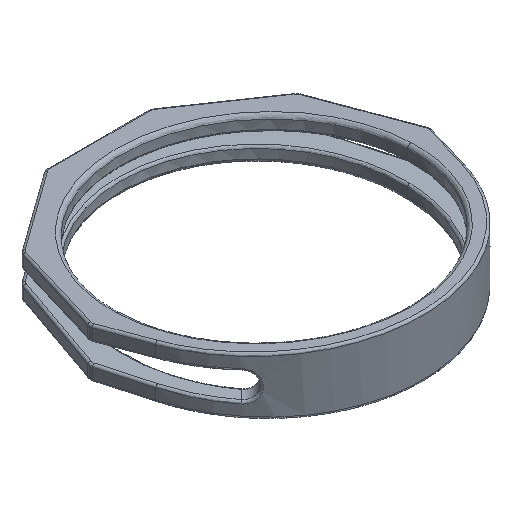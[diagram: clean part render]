
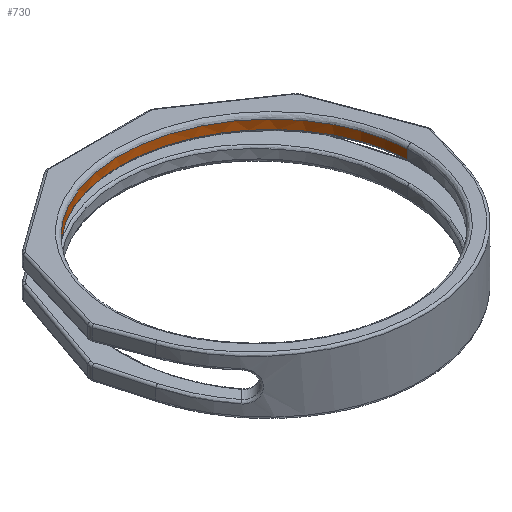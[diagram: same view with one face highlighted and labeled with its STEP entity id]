
A CAD part, isometric view. The second image highlights one B-rep face of the part: STEP entity #730.
In plain terms, the highlighted free-form (B-spline) face has degree [2, 1] with [5, 2] control points.
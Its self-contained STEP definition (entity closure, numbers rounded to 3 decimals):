
#22 = VERTEX_POINT('',#23);
#23 = CARTESIAN_POINT('',(11.14,-0.293,0.918
    ));
#40 = EDGE_CURVE('',#22,#41,#43,.T.);
#41 = VERTEX_POINT('',#42);
#42 = CARTESIAN_POINT('',(11.14,-0.293,1.622
    ));
#43 = B_SPLINE_CURVE_WITH_KNOTS('',1,(#44,#45),.UNSPECIFIED.,.F.,.F.,(2,
    2),(0.,0.6),.PIECEWISE_BEZIER_KNOTS.);
#44 = CARTESIAN_POINT('',(11.14,-0.293,0.918
    ));
#45 = CARTESIAN_POINT('',(11.14,-0.293,1.622
    ));
#48 = VERTEX_POINT('',#49);
#49 = CARTESIAN_POINT('',(-11.14,-0.293,1.622)
  );
#88 = EDGE_CURVE('',#89,#48,#91,.T.);
#89 = VERTEX_POINT('',#90);
#90 = CARTESIAN_POINT('',(-11.14,-0.293,0.918
    ));
#91 = B_SPLINE_CURVE_WITH_KNOTS('',1,(#92,#93),.UNSPECIFIED.,.F.,.F.,(2,
    2),(0.,0.6),.PIECEWISE_BEZIER_KNOTS.);
#92 = CARTESIAN_POINT('',(-11.14,-0.293,0.918
    ));
#93 = CARTESIAN_POINT('',(-11.14,-0.293,1.622)
  );
#730 = ADVANCED_FACE('',(#731),#804,.F.);
#731 = FACE_BOUND('',#732,.F.);
#732 = EDGE_LOOP('',(#733,#763,#764,#803));
#733 = ORIENTED_EDGE('',*,*,#734,.F.);
#734 = EDGE_CURVE('',#89,#22,#735,.T.);
#735 = B_SPLINE_CURVE_WITH_KNOTS('',3,(#736,#737,#738,#739,#740,#741,
    #742,#743,#744,#745,#746,#747,#748,#749,#750,#751,#752,#753,#754,
    #755,#756,#757,#758,#759,#760,#761,#762),.UNSPECIFIED.,.F.,.F.,(4,1,
    1,1,1,1,1,1,1,1,1,1,1,1,1,1,1,1,1,1,1,1,1,1,4),(0.,
    0.042,0.083,0.125,0.167,
    0.208,0.25,0.292,0.333,0.375,
    0.417,0.458,0.5,0.542,0.583,
    0.625,0.667,0.708,0.75,0.792,
    0.833,0.875,0.917,0.958,1.),
  .UNSPECIFIED.);
#736 = CARTESIAN_POINT('',(-11.14,-0.293,
    0.918));
#737 = CARTESIAN_POINT('',(-11.14,0.211,0.901
    ));
#738 = CARTESIAN_POINT('',(-11.071,1.212,0.865
    ));
#739 = CARTESIAN_POINT('',(-10.775,2.658,0.814)
  );
#740 = CARTESIAN_POINT('',(-10.291,4.056,0.764)
  );
#741 = CARTESIAN_POINT('',(-9.627,5.376,0.718)
  );
#742 = CARTESIAN_POINT('',(-8.795,6.596,0.674
    ));
#743 = CARTESIAN_POINT('',(-7.809,7.697,0.635
    ));
#744 = CARTESIAN_POINT('',(-6.686,8.658,0.601
    ));
#745 = CARTESIAN_POINT('',(-5.445,9.462,0.573
    ));
#746 = CARTESIAN_POINT('',(-4.11,10.095,0.55
    ));
#747 = CARTESIAN_POINT('',(-2.704,10.547,
    0.534));
#748 = CARTESIAN_POINT('',(-1.25,10.809,
    0.525));
#749 = CARTESIAN_POINT('',(0.227,10.877,0.523
    ));
#750 = CARTESIAN_POINT('',(1.699,10.749,0.527)
  );
#751 = CARTESIAN_POINT('',(3.141,10.428,0.538
    ));
#752 = CARTESIAN_POINT('',(4.528,9.92,0.556)
  );
#753 = CARTESIAN_POINT('',(5.837,9.233,0.581)
  );
#754 = CARTESIAN_POINT('',(7.044,8.379,0.611)
  );
#755 = CARTESIAN_POINT('',(8.126,7.374,0.647)
  );
#756 = CARTESIAN_POINT('',(9.068,6.233,0.687)
  );
#757 = CARTESIAN_POINT('',(9.848,4.983,0.731)
  );
#758 = CARTESIAN_POINT('',(10.462,3.63,0.779
    ));
#759 = CARTESIAN_POINT('',(10.891,2.195,0.83)
  );
#760 = CARTESIAN_POINT('',(11.108,0.818,0.879
    ));
#761 = CARTESIAN_POINT('',(11.14,0.055,
    0.906));
#762 = CARTESIAN_POINT('',(11.14,-0.293,
    0.918));
#763 = ORIENTED_EDGE('',*,*,#88,.T.);
#764 = ORIENTED_EDGE('',*,*,#765,.F.);
#765 = EDGE_CURVE('',#41,#48,#766,.T.);
#766 = B_SPLINE_CURVE_WITH_KNOTS('',3,(#767,#768,#769,#770,#771,#772,
    #773,#774,#775,#776,#777,#778,#779,#780,#781,#782,#783,#784,#785,
    #786,#787,#788,#789,#790,#791,#792,#793,#794,#795,#796,#797,#798,
    #799,#800,#801,#802),.UNSPECIFIED.,.F.,.F.,(4,1,1,1,1,1,1,1,1,1,1,1,
    1,1,1,1,1,1,1,1,1,1,1,1,1,1,1,1,1,1,1,1,1,4),(0.,0.03,
    0.061,0.091,0.121,0.152,
    0.182,0.212,0.242,0.273,
    0.303,0.333,0.364,0.394,
    0.424,0.455,0.485,0.515,
    0.545,0.576,0.606,0.636,
    0.667,0.697,0.727,0.758,
    0.788,0.818,0.848,0.879,
    0.909,0.939,0.97,1.),.UNSPECIFIED.);
#767 = CARTESIAN_POINT('',(11.14,-0.293,
    1.622));
#768 = CARTESIAN_POINT('',(11.14,-0.025,
    1.613));
#769 = CARTESIAN_POINT('',(11.12,0.509,1.594)
  );
#770 = CARTESIAN_POINT('',(11.039,1.27,1.566
    ));
#771 = CARTESIAN_POINT('',(10.896,2.075,1.538
    ));
#772 = CARTESIAN_POINT('',(10.687,2.886,1.509)
  );
#773 = CARTESIAN_POINT('',(10.411,3.7,1.479
    ));
#774 = CARTESIAN_POINT('',(10.072,4.491,1.451
    ));
#775 = CARTESIAN_POINT('',(9.678,5.244,1.424)
  );
#776 = CARTESIAN_POINT('',(9.234,5.957,1.399)
  );
#777 = CARTESIAN_POINT('',(8.721,6.658,1.373)
  );
#778 = CARTESIAN_POINT('',(8.092,7.385,1.347)
  );
#779 = CARTESIAN_POINT('',(7.299,8.149,1.32)
  );
#780 = CARTESIAN_POINT('',(6.298,8.928,1.292));
#781 = CARTESIAN_POINT('',(5.071,9.663,1.266)
  );
#782 = CARTESIAN_POINT('',(3.66,10.266,1.244
    ));
#783 = CARTESIAN_POINT('',(2.155,10.672,1.23)
  );
#784 = CARTESIAN_POINT('',(0.629,10.864,1.223
    ));
#785 = CARTESIAN_POINT('',(-0.912,10.845,1.224
    ));
#786 = CARTESIAN_POINT('',(-2.454,10.609,
    1.232));
#787 = CARTESIAN_POINT('',(-3.909,10.172,
    1.248));
#788 = CARTESIAN_POINT('',(-5.197,9.591,1.268
    ));
#789 = CARTESIAN_POINT('',(-6.291,8.926,1.292
    ));
#790 = CARTESIAN_POINT('',(-7.186,8.241,1.317
    ));
#791 = CARTESIAN_POINT('',(-7.911,7.568,1.341
    ));
#792 = CARTESIAN_POINT('',(-8.512,6.909,1.364
    ));
#793 = CARTESIAN_POINT('',(-9.033,6.243,1.388
    ));
#794 = CARTESIAN_POINT('',(-9.503,5.541,1.413
    ));
#795 = CARTESIAN_POINT('',(-9.923,4.793,1.44
    ));
#796 = CARTESIAN_POINT('',(-10.285,4.015,1.468
    ));
#797 = CARTESIAN_POINT('',(-10.584,3.215,1.497
    ));
#798 = CARTESIAN_POINT('',(-10.814,2.422,1.525)
  );
#799 = CARTESIAN_POINT('',(-10.985,1.62,1.554)
  );
#800 = CARTESIAN_POINT('',(-11.104,0.747,1.585
    ));
#801 = CARTESIAN_POINT('',(-11.14,0.066,1.609)
  );
#802 = CARTESIAN_POINT('',(-11.14,-0.293,1.622
    ));
#803 = ORIENTED_EDGE('',*,*,#40,.F.);
#804 = ( BOUNDED_SURFACE() B_SPLINE_SURFACE(2,1,(
    (#805,#806)
    ,(#807,#808)
    ,(#809,#810)
    ,(#811,#812)
,(#813,#814
    )),.UNSPECIFIED.,.F.,.F.,.F.) B_SPLINE_SURFACE_WITH_KNOTS((3,2,3),(2
    ,2),(0.,1.571,3.142),(2.447,
    3.384),.PIECEWISE_BEZIER_KNOTS.) 
GEOMETRIC_REPRESENTATION_ITEM() RATIONAL_B_SPLINE_SURFACE((
    (1.,1.)
    ,(0.707,0.707)
    ,(1.,1.)
    ,(0.707,0.707)
,(1.,1.))) REPRESENTATION_ITEM('') SURFACE() );
#805 = CARTESIAN_POINT('',(11.14,-0.293,
    0.524));
#806 = CARTESIAN_POINT('',(11.14,-0.293,
    1.622));
#807 = CARTESIAN_POINT('',(11.14,10.846,
    0.524));
#808 = CARTESIAN_POINT('',(11.14,10.846,
    1.622));
#809 = CARTESIAN_POINT('',(0.,10.846,
    0.524));
#810 = CARTESIAN_POINT('',(0.,10.846,
    1.622));
#811 = CARTESIAN_POINT('',(-11.14,10.846,0.524
    ));
#812 = CARTESIAN_POINT('',(-11.14,10.846,1.622
    ));
#813 = CARTESIAN_POINT('',(-11.14,-0.293,
    0.524));
#814 = CARTESIAN_POINT('',(-11.14,-0.293,
    1.622));
